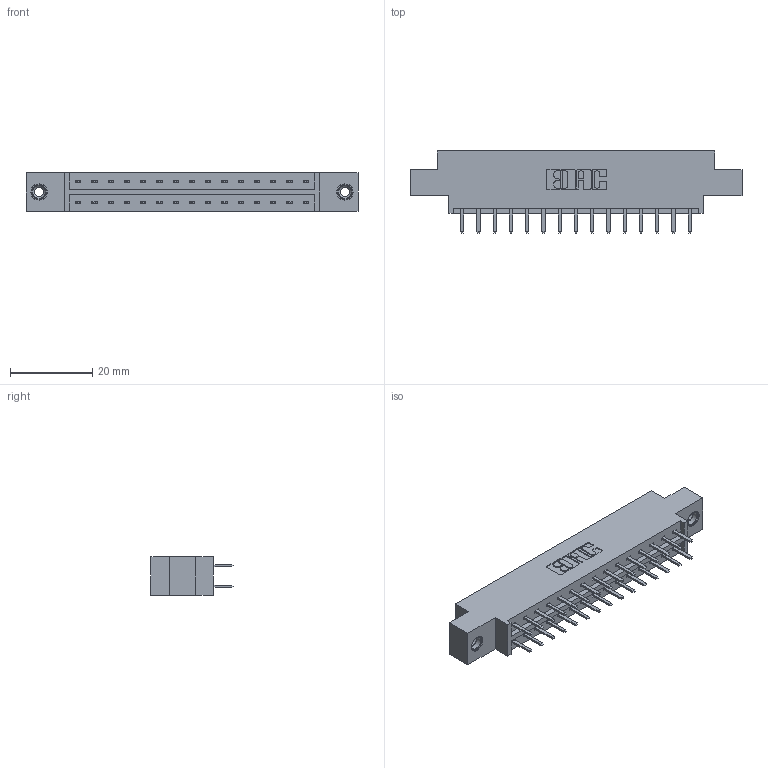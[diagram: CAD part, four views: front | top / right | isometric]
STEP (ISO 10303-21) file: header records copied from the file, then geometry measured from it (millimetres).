
FILE_DESCRIPTION (( 'STEP AP203' ), '1' );
FILE_NAME ('333-030-520-808.STEP', '2018-08-02T17:15:01', ( '' ), ( '' ), 'SwSTEP 2.0', 'SolidWorks 2016', '' );
FILE_SCHEMA (( 'CONFIG_CONTROL_DESIGN' ));
Length unit declared in the file: inch
Products named in the file (4): 333 Part_Offset - .156 Dia - TI; 345-292-001_345-293-120; 345-250-001_345-250-003-102; 333-030-520-808
Assembly tree (33 placements, depth 2):
  333-030-520-808
    333 Part_Offset - .156 Dia - TI
    345-292-001_345-293-120  x30
    345-250-001_345-250-003-102  x2
Bounding box: 80.98 x 20.02 x 9.4 mm (x, y, z)
Volume: 7767.1 mm3; surface area: 9100.2 mm2
Topology: 33 solids, 33 shells, 1858 faces, 5349 edges, 3478 vertices
Faces by surface type: plane 1246, cylinder 596, cone 12, torus 4
Entity records: 14574 total; most frequent: CARTESIAN_POINT 2445, ORIENTED_EDGE 2362, DIRECTION 2155, EDGE_CURVE 1181, VECTOR 1029, LINE 1029, VERTEX_POINT 780, AXIS2_PLACEMENT_3D 563
